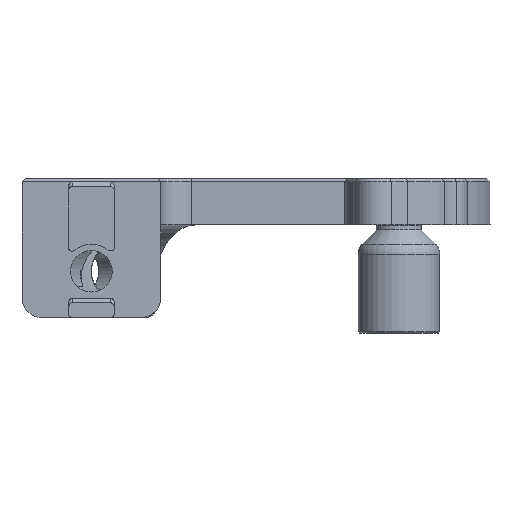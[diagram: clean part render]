
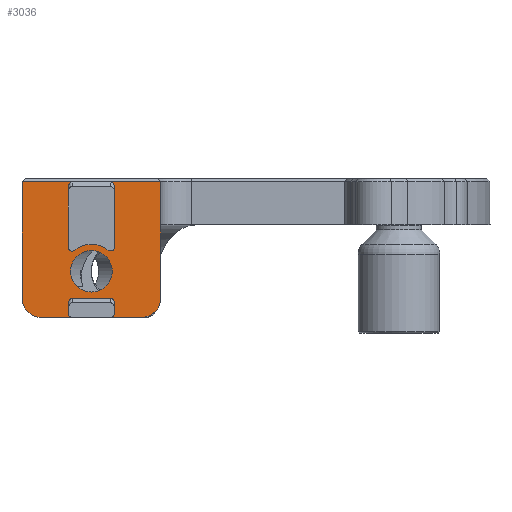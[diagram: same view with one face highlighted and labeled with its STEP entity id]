
A CAD part, left-side view. The second image highlights one B-rep face of the part: STEP entity #3036.
In plain terms, the highlighted planar face has unit normal (-1, 0, 0).
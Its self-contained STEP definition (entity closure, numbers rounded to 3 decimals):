
#21=ELLIPSE('',#3316,0.707,0.5);
#22=ELLIPSE('',#3317,0.707,0.5);
#23=ELLIPSE('',#3322,0.707,0.5);
#24=ELLIPSE('',#3323,0.707,0.5);
#133=FACE_BOUND('',#456,.T.);
#134=FACE_BOUND('',#457,.T.);
#161=PLANE('',#3313);
#264=FACE_OUTER_BOUND('',#455,.T.);
#455=EDGE_LOOP('',(#2310,#2311,#2312,#2313,#2314,#2315,#2316,#2317,#2318,
#2319,#2320,#2321,#2322,#2323));
#456=EDGE_LOOP('',(#2324,#2325,#2326,#2327,#2328,#2329,#2330,#2331));
#457=EDGE_LOOP('',(#2332));
#648=LINE('',#4858,#883);
#661=LINE('',#4941,#896);
#664=LINE('',#4952,#899);
#666=LINE('',#4961,#901);
#667=LINE('',#4965,#902);
#668=LINE('',#4969,#903);
#669=LINE('',#4973,#904);
#670=LINE('',#4976,#905);
#671=LINE('',#4979,#906);
#672=LINE('',#4987,#907);
#673=LINE('',#4991,#908);
#883=VECTOR('',#3861,10.);
#896=VECTOR('',#3910,10.);
#899=VECTOR('',#3919,10.);
#901=VECTOR('',#3929,10.);
#902=VECTOR('',#3932,10.);
#903=VECTOR('',#3935,10.);
#904=VECTOR('',#3938,10.);
#905=VECTOR('',#3941,10.);
#906=VECTOR('',#3942,10.);
#907=VECTOR('',#3949,10.);
#908=VECTOR('',#3952,10.);
#1131=CIRCLE('',#3298,2.7);
#1135=CIRCLE('',#3312,2.5);
#1136=CIRCLE('',#3314,2.5);
#1137=CIRCLE('',#3315,0.5);
#1138=CIRCLE('',#3318,0.5);
#1139=CIRCLE('',#3319,0.5);
#1140=CIRCLE('',#3320,3.5);
#1141=CIRCLE('',#3321,0.5);
#1333=VERTEX_POINT('',#4855);
#1334=VERTEX_POINT('',#4857);
#1343=VERTEX_POINT('',#4917);
#1347=VERTEX_POINT('',#4939);
#1348=VERTEX_POINT('',#4950);
#1349=VERTEX_POINT('',#4954);
#1350=VERTEX_POINT('',#4958);
#1351=VERTEX_POINT('',#4960);
#1352=VERTEX_POINT('',#4962);
#1353=VERTEX_POINT('',#4964);
#1354=VERTEX_POINT('',#4966);
#1355=VERTEX_POINT('',#4968);
#1356=VERTEX_POINT('',#4970);
#1357=VERTEX_POINT('',#4972);
#1358=VERTEX_POINT('',#4974);
#1359=VERTEX_POINT('',#4977);
#1360=VERTEX_POINT('',#4978);
#1361=VERTEX_POINT('',#4980);
#1362=VERTEX_POINT('',#4982);
#1363=VERTEX_POINT('',#4984);
#1364=VERTEX_POINT('',#4986);
#1365=VERTEX_POINT('',#4988);
#1366=VERTEX_POINT('',#4990);
#1666=EDGE_CURVE('',#1333,#1334,#648,.T.);
#1680=EDGE_CURVE('',#1343,#1343,#1131,.T.);
#1690=EDGE_CURVE('',#1347,#1333,#661,.T.);
#1694=EDGE_CURVE('',#1347,#1348,#664,.T.);
#1695=EDGE_CURVE('',#1349,#1348,#1135,.T.);
#1697=EDGE_CURVE('',#1334,#1350,#1136,.T.);
#1698=EDGE_CURVE('',#1349,#1351,#666,.T.);
#1699=EDGE_CURVE('',#1352,#1351,#1137,.F.);
#1700=EDGE_CURVE('',#1352,#1353,#667,.T.);
#1701=EDGE_CURVE('',#1353,#1354,#21,.T.);
#1702=EDGE_CURVE('',#1354,#1355,#668,.T.);
#1703=EDGE_CURVE('',#1355,#1356,#22,.T.);
#1704=EDGE_CURVE('',#1356,#1357,#669,.T.);
#1705=EDGE_CURVE('',#1358,#1357,#1138,.F.);
#1706=EDGE_CURVE('',#1358,#1350,#670,.T.);
#1707=EDGE_CURVE('',#1359,#1360,#671,.T.);
#1708=EDGE_CURVE('',#1360,#1361,#1139,.T.);
#1709=EDGE_CURVE('',#1361,#1362,#1140,.T.);
#1710=EDGE_CURVE('',#1362,#1363,#1141,.T.);
#1711=EDGE_CURVE('',#1363,#1364,#672,.T.);
#1712=EDGE_CURVE('',#1365,#1364,#23,.F.);
#1713=EDGE_CURVE('',#1365,#1366,#673,.T.);
#1714=EDGE_CURVE('',#1359,#1366,#24,.F.);
#2310=ORIENTED_EDGE('',*,*,#1697,.F.);
#2311=ORIENTED_EDGE('',*,*,#1666,.F.);
#2312=ORIENTED_EDGE('',*,*,#1690,.F.);
#2313=ORIENTED_EDGE('',*,*,#1694,.T.);
#2314=ORIENTED_EDGE('',*,*,#1695,.F.);
#2315=ORIENTED_EDGE('',*,*,#1698,.T.);
#2316=ORIENTED_EDGE('',*,*,#1699,.F.);
#2317=ORIENTED_EDGE('',*,*,#1700,.T.);
#2318=ORIENTED_EDGE('',*,*,#1701,.T.);
#2319=ORIENTED_EDGE('',*,*,#1702,.T.);
#2320=ORIENTED_EDGE('',*,*,#1703,.T.);
#2321=ORIENTED_EDGE('',*,*,#1704,.T.);
#2322=ORIENTED_EDGE('',*,*,#1705,.F.);
#2323=ORIENTED_EDGE('',*,*,#1706,.T.);
#2324=ORIENTED_EDGE('',*,*,#1707,.T.);
#2325=ORIENTED_EDGE('',*,*,#1708,.T.);
#2326=ORIENTED_EDGE('',*,*,#1709,.T.);
#2327=ORIENTED_EDGE('',*,*,#1710,.T.);
#2328=ORIENTED_EDGE('',*,*,#1711,.T.);
#2329=ORIENTED_EDGE('',*,*,#1712,.F.);
#2330=ORIENTED_EDGE('',*,*,#1713,.T.);
#2331=ORIENTED_EDGE('',*,*,#1714,.F.);
#2332=ORIENTED_EDGE('',*,*,#1680,.T.);
#3036=ADVANCED_FACE('',(#264,#133,#134),#161,.T.);
#3298=AXIS2_PLACEMENT_3D('',#4919,#3885,#3886);
#3312=AXIS2_PLACEMENT_3D('',#4955,#3922,#3923);
#3313=AXIS2_PLACEMENT_3D('',#4957,#3925,#3926);
#3314=AXIS2_PLACEMENT_3D('',#4959,#3927,#3928);
#3315=AXIS2_PLACEMENT_3D('',#4963,#3930,#3931);
#3316=AXIS2_PLACEMENT_3D('',#4967,#3933,#3934);
#3317=AXIS2_PLACEMENT_3D('',#4971,#3936,#3937);
#3318=AXIS2_PLACEMENT_3D('',#4975,#3939,#3940);
#3319=AXIS2_PLACEMENT_3D('',#4981,#3943,#3944);
#3320=AXIS2_PLACEMENT_3D('',#4983,#3945,#3946);
#3321=AXIS2_PLACEMENT_3D('',#4985,#3947,#3948);
#3322=AXIS2_PLACEMENT_3D('',#4989,#3950,#3951);
#3323=AXIS2_PLACEMENT_3D('',#4992,#3953,#3954);
#3861=DIRECTION('',(0.,0.,-1.));
#3885=DIRECTION('center_axis',(1.,0.,0.));
#3886=DIRECTION('ref_axis',(0.,-1.,0.));
#3910=DIRECTION('',(0.,-1.,0.));
#3919=DIRECTION('',(0.,0.,-1.));
#3922=DIRECTION('center_axis',(1.,0.,0.));
#3923=DIRECTION('ref_axis',(0.,0.707,-0.707));
#3925=DIRECTION('center_axis',(-1.,0.,0.));
#3926=DIRECTION('ref_axis',(0.,-1.,0.));
#3927=DIRECTION('center_axis',(1.,0.,0.));
#3928=DIRECTION('ref_axis',(0.,-0.707,-0.707));
#3929=DIRECTION('',(0.,-1.,0.));
#3930=DIRECTION('center_axis',(1.,0.,0.));
#3931=DIRECTION('ref_axis',(0.,0.707,-0.707));
#3932=DIRECTION('',(0.,0.,1.));
#3933=DIRECTION('center_axis',(1.,0.,0.));
#3934=DIRECTION('ref_axis',(0.,0.,
1.));
#3935=DIRECTION('',(0.,-1.,-0.001));
#3936=DIRECTION('center_axis',(1.,0.,0.));
#3937=DIRECTION('ref_axis',(0.,0.,
1.));
#3938=DIRECTION('',(0.,0.,-1.));
#3939=DIRECTION('center_axis',(1.,0.,0.));
#3940=DIRECTION('ref_axis',(0.,-0.707,-0.707));
#3941=DIRECTION('',(0.,-1.,0.));
#3942=DIRECTION('',(0.,0.,-1.));
#3943=DIRECTION('center_axis',(1.,0.,0.));
#3944=DIRECTION('ref_axis',(0.,-0.434,-0.901));
#3945=DIRECTION('center_axis',(-1.,0.,0.));
#3946=DIRECTION('ref_axis',(0.,1.,0.));
#3947=DIRECTION('center_axis',(1.,0.,0.));
#3948=DIRECTION('ref_axis',(0.,0.432,-0.902));
#3949=DIRECTION('',(0.,0.,1.));
#3950=DIRECTION('center_axis',(1.,0.,0.));
#3951=DIRECTION('ref_axis',(0.,0.,
1.));
#3952=DIRECTION('',(0.,-1.,0.));
#3953=DIRECTION('center_axis',(1.,0.,0.));
#3954=DIRECTION('ref_axis',(0.,0.,
1.));
#4855=CARTESIAN_POINT('',(-185.,381.,-205.904));
#4857=CARTESIAN_POINT('',(-185.,381.,-221.004));
#4858=CARTESIAN_POINT('',(-185.,381.,-191.504));
#4917=CARTESIAN_POINT('',(-185.,392.692,-217.504));
#4919=CARTESIAN_POINT('Origin',(-185.,389.992,-217.504));
#4939=CARTESIAN_POINT('',(-185.,399.,-205.904));
#4941=CARTESIAN_POINT('',(-185.,378.5,-205.904));
#4950=CARTESIAN_POINT('',(-185.,399.,-221.004));
#4952=CARTESIAN_POINT('',(-185.,399.,-191.504));
#4954=CARTESIAN_POINT('',(-185.,396.5,-223.504));
#4955=CARTESIAN_POINT('Origin',(-185.,396.5,-221.004));
#4957=CARTESIAN_POINT('Origin',(-185.,399.,-211.504));
#4958=CARTESIAN_POINT('',(-185.,383.5,-223.504));
#4959=CARTESIAN_POINT('Origin',(-185.,383.5,-221.004));
#4960=CARTESIAN_POINT('',(-185.,392.5,-223.504));
#4961=CARTESIAN_POINT('',(-185.,385.45,-223.504));
#4962=CARTESIAN_POINT('',(-185.,393.,-223.004));
#4963=CARTESIAN_POINT('Origin',(-185.,392.5,-223.004));
#4964=CARTESIAN_POINT('',(-185.,393.,-221.709));
#4965=CARTESIAN_POINT('',(-185.,393.,-213.399));
#4966=CARTESIAN_POINT('',(-185.,392.5,-221.002));
#4967=CARTESIAN_POINT('Origin',(-185.,392.5,-221.709));
#4968=CARTESIAN_POINT('',(-185.,387.5,-221.006));
#4969=CARTESIAN_POINT('',(-185.,395.256,-221.));
#4970=CARTESIAN_POINT('',(-185.,387.,-221.713));
#4971=CARTESIAN_POINT('Origin',(-185.,387.5,-221.713));
#4972=CARTESIAN_POINT('',(-185.,387.,-223.004));
#4973=CARTESIAN_POINT('',(-185.,387.,-217.504));
#4974=CARTESIAN_POINT('',(-185.,387.5,-223.504));
#4975=CARTESIAN_POINT('Origin',(-185.,387.5,-223.004));
#4976=CARTESIAN_POINT('',(-185.,385.45,-223.504));
#4977=CARTESIAN_POINT('',(-185.,387.,-206.612));
#4978=CARTESIAN_POINT('',(-185.,387.,-214.375));
#4979=CARTESIAN_POINT('',(-185.,387.,-211.596));
#4980=CARTESIAN_POINT('',(-185.,387.812,-214.766));
#4981=CARTESIAN_POINT('Origin',(-185.,387.5,-214.375));
#4982=CARTESIAN_POINT('',(-185.,392.187,-214.777));
#4983=CARTESIAN_POINT('Origin',(-185.,389.992,-217.504));
#4984=CARTESIAN_POINT('',(-185.,393.,-214.388));
#4985=CARTESIAN_POINT('Origin',(-185.,392.5,-214.388));
#4986=CARTESIAN_POINT('',(-185.,393.,-206.612));
#4987=CARTESIAN_POINT('',(-185.,393.,-205.005));
#4988=CARTESIAN_POINT('',(-185.,392.5,-205.905));
#4989=CARTESIAN_POINT('Origin',(-185.,392.5,-206.612));
#4990=CARTESIAN_POINT('',(-185.,387.5,-205.905));
#4991=CARTESIAN_POINT('',(-185.,393.,-205.905));
#4992=CARTESIAN_POINT('Origin',(-185.,387.5,-206.612));
